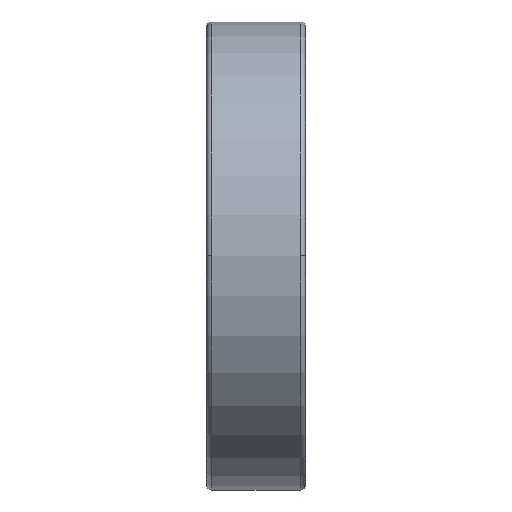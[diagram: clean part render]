
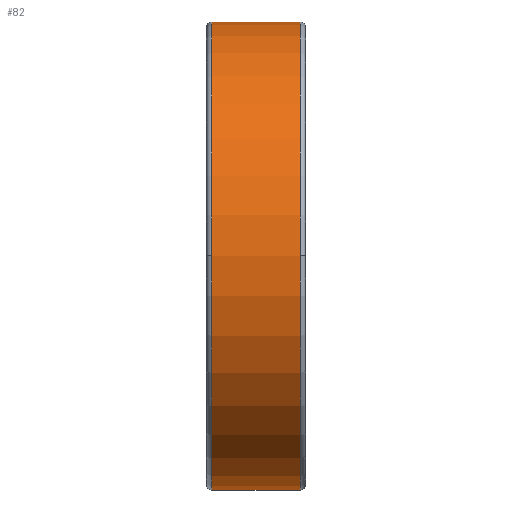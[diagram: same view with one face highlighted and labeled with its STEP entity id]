
A CAD part, top view. The second image highlights one B-rep face of the part: STEP entity #82.
In plain terms, the highlighted cylindrical face has radius 130 mm (diameter 260 mm), a partial arc.
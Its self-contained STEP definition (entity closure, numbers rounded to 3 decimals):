
#82=ADVANCED_FACE('',(#275),#276,.T.);
#275=FACE_OUTER_BOUND('',#643,.T.);
#276=CYLINDRICAL_SURFACE('',#644,130.0);
#643=EDGE_LOOP('',(#1131,#1132,#1133,#1134,#1135,#1136));
#644=AXIS2_PLACEMENT_3D('',#1137,#1138,#1139);
#1131=ORIENTED_EDGE('',*,*,#2451,.F.);
#1132=ORIENTED_EDGE('',*,*,#2452,.T.);
#1133=ORIENTED_EDGE('',*,*,#2453,.T.);
#1134=ORIENTED_EDGE('',*,*,#2454,.F.);
#1135=ORIENTED_EDGE('',*,*,#2455,.F.);
#1136=ORIENTED_EDGE('',*,*,#2456,.F.);
#1137=CARTESIAN_POINT('',(27.5,0.0,0.0));
#1138=DIRECTION('',(1.0,0.0,0.0));
#1139=DIRECTION('',(0.0,1.0,0.0));
#2451=EDGE_CURVE('',#2951,#2952,#2953,.T.);
#2452=EDGE_CURVE('',#2951,#2954,#2955,.T.);
#2453=EDGE_CURVE('',#2954,#2956,#2957,.T.);
#2454=EDGE_CURVE('',#2958,#2956,#2959,.T.);
#2455=EDGE_CURVE('',#2960,#2958,#2961,.T.);
#2456=EDGE_CURVE('',#2952,#2960,#2962,.T.);
#2951=VERTEX_POINT('',#3751);
#2952=VERTEX_POINT('',#3752);
#2953=LINE('',#3753,#3754);
#2954=VERTEX_POINT('',#3755);
#2955=CIRCLE('',#3756,130.0);
#2956=VERTEX_POINT('',#3757);
#2957=CIRCLE('',#3758,130.0);
#2958=VERTEX_POINT('',#3759);
#2959=LINE('',#3760,#3761);
#2960=VERTEX_POINT('',#3762);
#2961=CIRCLE('',#3763,130.0);
#2962=CIRCLE('',#3764,130.0);
#3751=CARTESIAN_POINT('',(3.0,130.0,0.0));
#3752=CARTESIAN_POINT('',(52.0,130.0,0.0));
#3753=CARTESIAN_POINT('',(27.5,130.0,0.));
#3754=VECTOR('',#5695,1.0);
#3755=CARTESIAN_POINT('',(3.0,0.,130.0));
#3756=AXIS2_PLACEMENT_3D('',#5696,#5697,#5698);
#3757=CARTESIAN_POINT('',(3.0,-130.0,0.));
#3758=AXIS2_PLACEMENT_3D('',#5699,#5700,#5701);
#3759=CARTESIAN_POINT('',(52.0,-130.0,0.));
#3760=CARTESIAN_POINT('',(27.5,-130.0,0.));
#3761=VECTOR('',#5702,1.0);
#3762=CARTESIAN_POINT('',(52.0,0.,130.0));
#3763=AXIS2_PLACEMENT_3D('',#5703,#5704,#5705);
#3764=AXIS2_PLACEMENT_3D('',#5706,#5707,#5708);
#5695=DIRECTION('',(1.0,0.0,0.0));
#5696=CARTESIAN_POINT('',(3.0,0.0,0.0));
#5697=DIRECTION('',(1.0,0.0,0.0));
#5698=DIRECTION('',(0.0,1.0,0.0));
#5699=CARTESIAN_POINT('',(3.0,0.0,0.0));
#5700=DIRECTION('',(1.0,0.0,0.0));
#5701=DIRECTION('',(0.0,1.0,0.0));
#5702=DIRECTION('',(-1.0,-0.0,-0.0));
#5703=CARTESIAN_POINT('',(52.0,0.0,0.0));
#5704=DIRECTION('',(1.0,0.0,0.0));
#5705=DIRECTION('',(0.0,1.0,0.0));
#5706=CARTESIAN_POINT('',(52.0,0.0,0.0));
#5707=DIRECTION('',(1.0,0.0,0.0));
#5708=DIRECTION('',(0.0,1.0,0.0));
